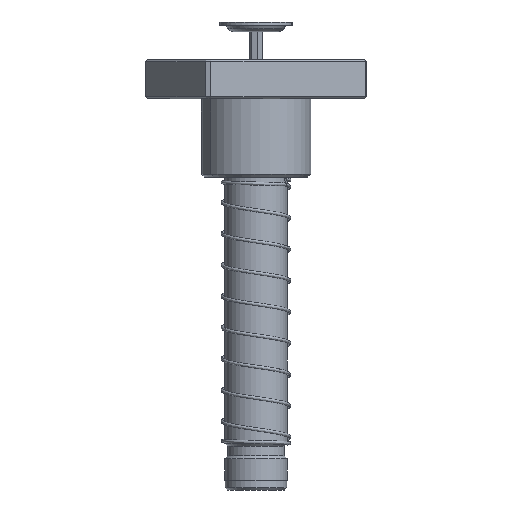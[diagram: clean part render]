
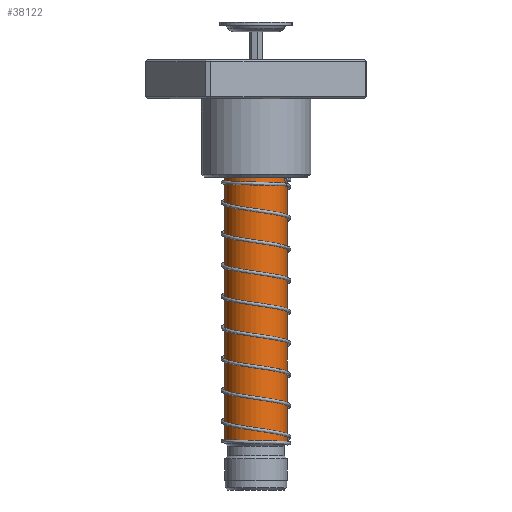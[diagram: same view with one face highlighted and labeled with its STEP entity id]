
A CAD part, front view. The second image highlights one B-rep face of the part: STEP entity #38122.
In plain terms, the highlighted cylindrical face has radius 16 mm (diameter 32 mm), a partial arc.
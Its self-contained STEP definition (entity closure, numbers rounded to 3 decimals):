
#1070 = DIRECTION ( 'NONE',  ( 0., 0., -1. ) ) ;
#4252 = DIRECTION ( 'NONE',  ( -1., 0., 0. ) ) ;
#7310 = EDGE_LOOP ( 'NONE', ( #46009, #21990, #18962, #31872 ) ) ;
#7554 = EDGE_CURVE ( 'NONE', #21157, #15669, #22026, .T. ) ;
#12420 = EDGE_CURVE ( 'NONE', #46420, #21157, #43740, .T. ) ;
#12820 = DIRECTION ( 'NONE',  ( 0., 0., -1. ) ) ;
#15324 = CARTESIAN_POINT ( 'NONE',  ( -16., 0., 24. ) ) ;
#15669 = VERTEX_POINT ( 'NONE', #15324 ) ;
#16333 = CARTESIAN_POINT ( 'NONE',  ( 16., 0., 24. ) ) ;
#16849 = DIRECTION ( 'NONE',  ( 0., 0., -1. ) ) ;
#17242 = CARTESIAN_POINT ( 'NONE',  ( 0., 0., 24. ) ) ;
#17834 = CARTESIAN_POINT ( 'NONE',  ( 16., 0., 220. ) ) ;
#18962 = ORIENTED_EDGE ( 'NONE', *, *, #7554, .T. ) ;
#21157 = VERTEX_POINT ( 'NONE', #55927 ) ;
#21252 = CARTESIAN_POINT ( 'NONE',  ( -16., 0., 220. ) ) ;
#21990 = ORIENTED_EDGE ( 'NONE', *, *, #12420, .T. ) ;
#22026 = LINE ( 'NONE', #21252, #42526 ) ;
#22179 = AXIS2_PLACEMENT_3D ( 'NONE', #34158, #25908, #56344 ) ;
#23591 = CYLINDRICAL_SURFACE ( 'NONE', #48999, 16. ) ;
#25908 = DIRECTION ( 'NONE',  ( 0., 0., -1. ) ) ;
#28063 = CARTESIAN_POINT ( 'NONE',  ( 16., 0., 217.5 ) ) ;
#28108 = EDGE_CURVE ( 'NONE', #46420, #56032, #55419, .T. ) ;
#29431 = CIRCLE ( 'NONE', #49021, 16. ) ;
#31067 = DIRECTION ( 'NONE',  ( -1., 0., 0. ) ) ;
#31872 = ORIENTED_EDGE ( 'NONE', *, *, #43190, .F. ) ;
#34158 = CARTESIAN_POINT ( 'NONE',  ( 0., 0., 217.5 ) ) ;
#36398 = DIRECTION ( 'NONE',  ( 0., 0., -1. ) ) ;
#38122 = ADVANCED_FACE ( 'NONE', ( #56250 ), #23591, .T. ) ;
#39666 = CARTESIAN_POINT ( 'NONE',  ( 0., 0., 220. ) ) ;
#42395 = VECTOR ( 'NONE', #36398, 1000. ) ;
#42526 = VECTOR ( 'NONE', #12820, 1000. ) ;
#43190 = EDGE_CURVE ( 'NONE', #56032, #15669, #29431, .T. ) ;
#43740 = CIRCLE ( 'NONE', #22179, 16. ) ;
#46009 = ORIENTED_EDGE ( 'NONE', *, *, #28108, .F. ) ;
#46420 = VERTEX_POINT ( 'NONE', #28063 ) ;
#48999 = AXIS2_PLACEMENT_3D ( 'NONE', #39666, #1070, #31067 ) ;
#49021 = AXIS2_PLACEMENT_3D ( 'NONE', #17242, #16849, #4252 ) ;
#55419 = LINE ( 'NONE', #17834, #42395 ) ;
#55927 = CARTESIAN_POINT ( 'NONE',  ( -16., 0., 217.5 ) ) ;
#56032 = VERTEX_POINT ( 'NONE', #16333 ) ;
#56250 = FACE_OUTER_BOUND ( 'NONE', #7310, .T. ) ;
#56344 = DIRECTION ( 'NONE',  ( 1., 0., 0. ) ) ;
